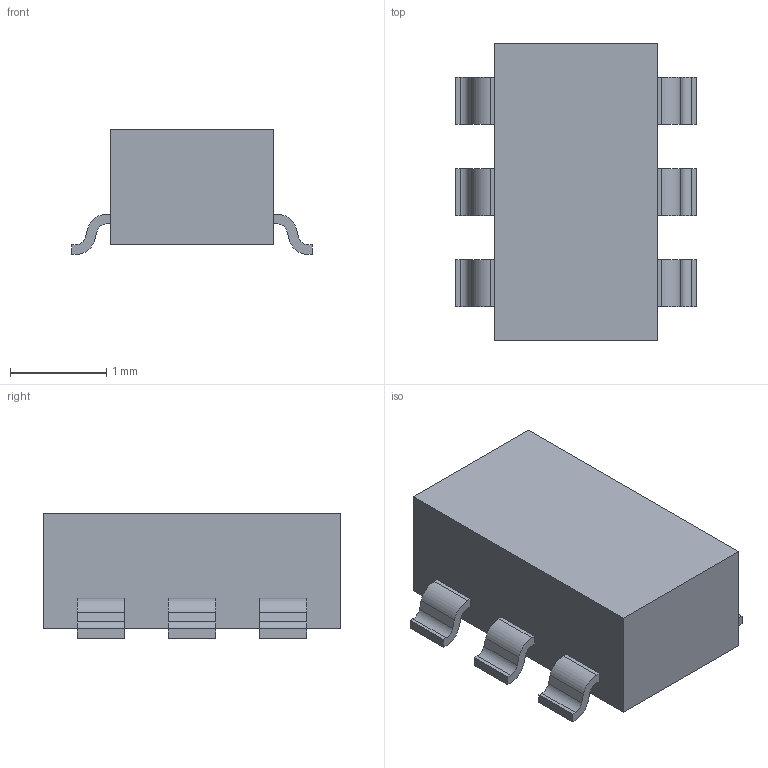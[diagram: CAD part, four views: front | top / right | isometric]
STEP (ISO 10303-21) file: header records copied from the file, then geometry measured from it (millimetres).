
FILE_DESCRIPTION(('STEP AP214'),'1');
FILE_NAME('SOT26_DIO','2023-07-04T02:50:18',(''),(''),'','','');
FILE_SCHEMA(('AUTOMOTIVE_DESIGN'));
Length unit declared in the file: millimetre
Products named in the file (1): product
Bounding box: 2.5 x 3.1 x 1.3 mm (x, y, z)
Volume: 6.5 mm3; surface area: 26.7 mm2
Topology: 7 solids, 7 shells, 90 faces, 228 edges, 152 vertices
Faces by surface type: plane 66, cylinder 24
Entity records: 2742 total; most frequent: DIRECTION 458, ORIENTED_EDGE 456, CARTESIAN_POINT 267, EDGE_CURVE 228, LINE 180, VECTOR 180, VERTEX_POINT 152, AXIS2_PLACEMENT_3D 139
